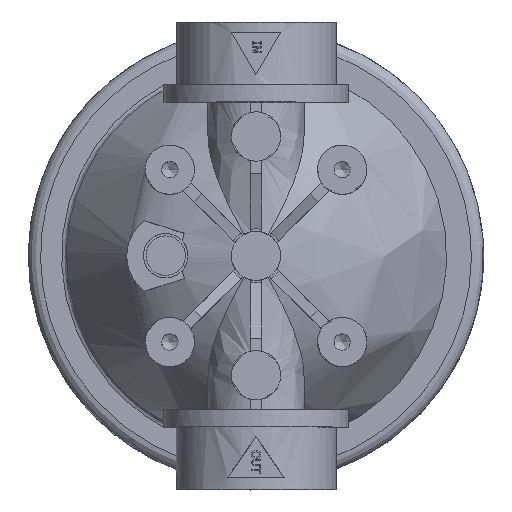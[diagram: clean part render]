
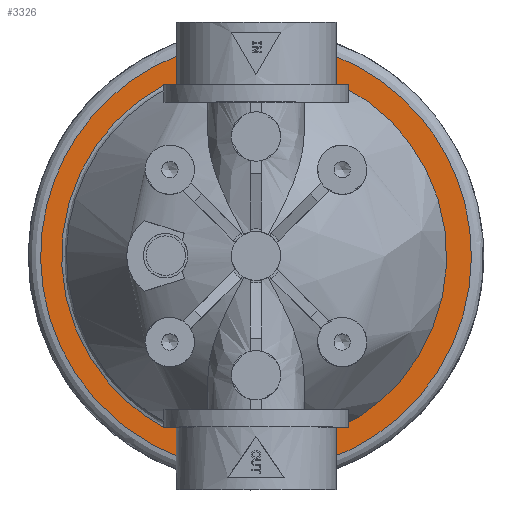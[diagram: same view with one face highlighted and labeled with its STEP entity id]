
A CAD part, top view. The second image highlights one B-rep face of the part: STEP entity #3326.
In plain terms, the highlighted free-form (B-spline) face has degree [1, 1] with [2, 2] control points.
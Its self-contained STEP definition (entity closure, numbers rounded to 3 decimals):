
#2397 = VERTEX_POINT('',#2398);
#2398 = CARTESIAN_POINT('',(109.8,-74.867,
    233.192));
#2399 = VERTEX_POINT('',#2400);
#2400 = CARTESIAN_POINT('',(92.947,-74.867,
    233.192));
#2406 = EDGE_CURVE('',#2399,#2397,#2407,.T.);
#2407 = ( BOUNDED_CURVE() B_SPLINE_CURVE(2,(#2408,#2409,#2410),
.UNSPECIFIED.,.F.,.F.) B_SPLINE_CURVE_WITH_KNOTS((3,3),(1.449,
1.692),.PIECEWISE_BEZIER_KNOTS.) CURVE() 
GEOMETRIC_REPRESENTATION_ITEM() RATIONAL_B_SPLINE_CURVE((1.,
0.993,1.)) REPRESENTATION_ITEM('') );
#2408 = CARTESIAN_POINT('',(92.947,-74.867,
    233.192));
#2409 = CARTESIAN_POINT('',(101.373,-73.836,
    233.192));
#2410 = CARTESIAN_POINT('',(109.8,-74.867,
    233.192));
#2415 = VERTEX_POINT('',#2416);
#2416 = CARTESIAN_POINT('',(92.947,-212.655,
    233.192));
#2417 = VERTEX_POINT('',#2418);
#2418 = CARTESIAN_POINT('',(109.8,-212.655,
    233.192));
#2424 = EDGE_CURVE('',#2417,#2415,#2425,.T.);
#2425 = ( BOUNDED_CURVE() B_SPLINE_CURVE(2,(#2426,#2427,#2428),
.UNSPECIFIED.,.F.,.F.) B_SPLINE_CURVE_WITH_KNOTS((3,3),(4.591,
4.834),.PIECEWISE_BEZIER_KNOTS.) CURVE() 
GEOMETRIC_REPRESENTATION_ITEM() RATIONAL_B_SPLINE_CURVE((1.,
0.993,1.)) REPRESENTATION_ITEM('') );
#2426 = CARTESIAN_POINT('',(109.8,-212.655,
    233.192));
#2427 = CARTESIAN_POINT('',(101.373,-213.686,
    233.192));
#2428 = CARTESIAN_POINT('',(92.947,-212.655,
    233.192));
#2513 = EDGE_CURVE('',#2514,#2417,#2516,.T.);
#2514 = VERTEX_POINT('',#2515);
#2515 = CARTESIAN_POINT('',(135.367,-212.655,
    233.192));
#2516 = B_SPLINE_CURVE_WITH_KNOTS('',1,(#2517,#2518),.UNSPECIFIED.,.F.,
  .F.,(2,2),(-34.293,-8.5),.PIECEWISE_BEZIER_KNOTS.);
#2517 = CARTESIAN_POINT('',(135.367,-212.655,
    233.192));
#2518 = CARTESIAN_POINT('',(109.8,-212.655,
    233.192));
#2547 = VERTEX_POINT('',#2548);
#2548 = CARTESIAN_POINT('',(64.177,-212.655,
    233.192));
#2559 = EDGE_CURVE('',#2415,#2547,#2560,.T.);
#2560 = B_SPLINE_CURVE_WITH_KNOTS('',1,(#2561,#2562),.UNSPECIFIED.,.F.,
  .F.,(2,2),(8.5,37.523),.PIECEWISE_BEZIER_KNOTS.);
#2561 = CARTESIAN_POINT('',(92.947,-212.655,
    233.192));
#2562 = CARTESIAN_POINT('',(64.177,-212.655,
    233.192));
#2587 = EDGE_CURVE('',#2588,#2399,#2590,.T.);
#2588 = VERTEX_POINT('',#2589);
#2589 = CARTESIAN_POINT('',(64.177,-74.867,
    233.192));
#2590 = B_SPLINE_CURVE_WITH_KNOTS('',1,(#2591,#2592),.UNSPECIFIED.,.F.,
  .F.,(2,2),(-37.523,-8.5),.PIECEWISE_BEZIER_KNOTS.);
#2591 = CARTESIAN_POINT('',(64.177,-74.867,
    233.192));
#2592 = CARTESIAN_POINT('',(92.947,-74.867,
    233.192));
#2626 = VERTEX_POINT('',#2627);
#2627 = CARTESIAN_POINT('',(135.367,-74.867,
    233.192));
#2633 = EDGE_CURVE('',#2397,#2626,#2634,.T.);
#2634 = B_SPLINE_CURVE_WITH_KNOTS('',1,(#2635,#2636),.UNSPECIFIED.,.F.,
  .F.,(2,2),(8.5,34.293),.PIECEWISE_BEZIER_KNOTS.);
#2635 = CARTESIAN_POINT('',(109.8,-74.867,
    233.192));
#2636 = CARTESIAN_POINT('',(135.367,-74.867,
    233.192));
#3230 = VERTEX_POINT('',#3231);
#3231 = CARTESIAN_POINT('',(101.373,-230.498,
    233.192));
#3241 = EDGE_CURVE('',#3230,#3230,#3242,.T.);
#3242 = ( BOUNDED_CURVE() B_SPLINE_CURVE(2,(#3243,#3244,#3245,#3246,
#3247,#3248,#3249),.UNSPECIFIED.,.T.,.F.) B_SPLINE_CURVE_WITH_KNOTS((3,2
    ,2,3),(3.142,5.236,7.33,9.425),
.PIECEWISE_BEZIER_KNOTS.) CURVE() GEOMETRIC_REPRESENTATION_ITEM() 
RATIONAL_B_SPLINE_CURVE((1.,0.5,1.,0.5,1.,0.5,1.)) REPRESENTATION_ITEM(
  '') );
#3243 = CARTESIAN_POINT('',(101.373,-230.498,
    233.192));
#3244 = CARTESIAN_POINT('',(-48.86,-230.498,
    233.192));
#3245 = CARTESIAN_POINT('',(26.257,-100.393,
    233.192));
#3246 = CARTESIAN_POINT('',(101.373,29.713,
    233.192));
#3247 = CARTESIAN_POINT('',(176.49,-100.393,
    233.192));
#3248 = CARTESIAN_POINT('',(251.607,-230.498,
    233.192));
#3249 = CARTESIAN_POINT('',(101.373,-230.498,
    233.192));
#3326 = ADVANCED_FACE('',(#3327,#3330),#3350,.T.);
#3327 = FACE_BOUND('',#3328,.T.);
#3328 = EDGE_LOOP('',(#3329));
#3329 = ORIENTED_EDGE('',*,*,#3241,.F.);
#3330 = FACE_BOUND('',#3331,.T.);
#3331 = EDGE_LOOP('',(#3332,#3333,#3334,#3340,#3341,#3342,#3343,#3349));
#3332 = ORIENTED_EDGE('',*,*,#2424,.T.);
#3333 = ORIENTED_EDGE('',*,*,#2559,.T.);
#3334 = ORIENTED_EDGE('',*,*,#3335,.F.);
#3335 = EDGE_CURVE('',#2588,#2547,#3336,.T.);
#3336 = ( BOUNDED_CURVE() B_SPLINE_CURVE(2,(#3337,#3338,#3339),
.UNSPECIFIED.,.F.,.F.) B_SPLINE_CURVE_WITH_KNOTS((3,3),(5.207,
7.359),.PIECEWISE_BEZIER_KNOTS.) CURVE() 
GEOMETRIC_REPRESENTATION_ITEM() RATIONAL_B_SPLINE_CURVE((1.,
0.475,1.)) REPRESENTATION_ITEM('') );
#3337 = CARTESIAN_POINT('',(64.177,-74.867,
    233.192));
#3338 = CARTESIAN_POINT('',(-63.427,-143.761,
    233.192));
#3339 = CARTESIAN_POINT('',(64.177,-212.655,
    233.192));
#3340 = ORIENTED_EDGE('',*,*,#2587,.T.);
#3341 = ORIENTED_EDGE('',*,*,#2406,.T.);
#3342 = ORIENTED_EDGE('',*,*,#2633,.T.);
#3343 = ORIENTED_EDGE('',*,*,#3344,.T.);
#3344 = EDGE_CURVE('',#2626,#2514,#3345,.T.);
#3345 = ( BOUNDED_CURVE() B_SPLINE_CURVE(2,(#3346,#3347,#3348),
.UNSPECIFIED.,.F.,.F.) B_SPLINE_CURVE_WITH_KNOTS((3,3),(0.458,
2.683),.PIECEWISE_BEZIER_KNOTS.) CURVE() 
GEOMETRIC_REPRESENTATION_ITEM() RATIONAL_B_SPLINE_CURVE((1.,
0.442,1.)) REPRESENTATION_ITEM('') );
#3346 = CARTESIAN_POINT('',(135.367,-74.867,
    233.192));
#3347 = CARTESIAN_POINT('',(274.992,-143.761,
    233.192));
#3348 = CARTESIAN_POINT('',(135.367,-212.655,
    233.192));
#3349 = ORIENTED_EDGE('',*,*,#2513,.T.);
#3350 = B_SPLINE_SURFACE_WITH_KNOTS('',1,1,(
    (#3351,#3352)
    ,(#3353,#3354
    )),.UNSPECIFIED.,.F.,.F.,.F.,(2,2),(2,2),(-87.5,87.5),(-87.5,87.5),
  .PIECEWISE_BEZIER_KNOTS.);
#3351 = CARTESIAN_POINT('',(14.636,-230.498,
    233.192));
#3352 = CARTESIAN_POINT('',(14.636,-57.024,
    233.192));
#3353 = CARTESIAN_POINT('',(188.111,-230.498,
    233.192));
#3354 = CARTESIAN_POINT('',(188.111,-57.024,
    233.192));
